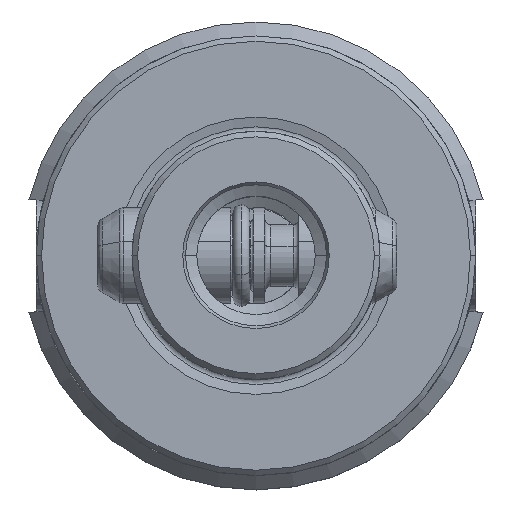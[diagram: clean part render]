
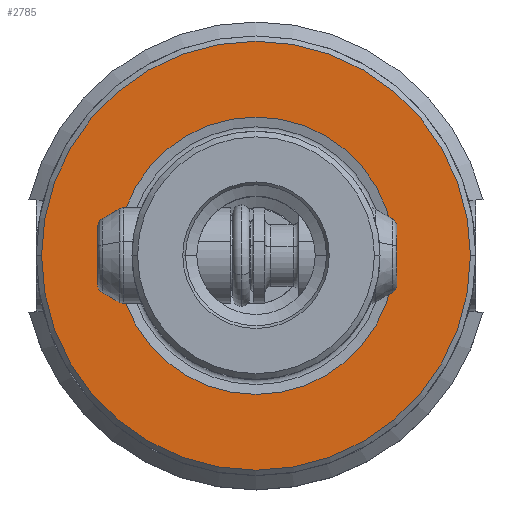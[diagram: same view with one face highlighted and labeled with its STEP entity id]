
A CAD part, top view. The second image highlights one B-rep face of the part: STEP entity #2785.
In plain terms, the highlighted planar face has unit normal (0, 0, 1).
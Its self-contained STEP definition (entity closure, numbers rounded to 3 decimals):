
#1171=EDGE_CURVE('NONE',#1327,#1977,#3213,.T.);
#1327=VERTEX_POINT('NONE',#3384);
#1425=EDGE_CURVE('NONE',#2765,#2767,#3491,.T.);
#1589=EDGE_CURVE('NONE',#1977,#1327,#3675,.T.);
#1879=EDGE_CURVE('NONE',#2767,#2765,#4002,.T.);
#1977=VERTEX_POINT('NONE',#4111);
#2765=VERTEX_POINT('NONE',#4990);
#2767=VERTEX_POINT('NONE',#4992);
#2785=ADVANCED_FACE('NONE',(#5012,#5013),#5014,.F.);
#3213=CIRCLE('',#5544,19.025);
#3384=CARTESIAN_POINT('',(19.025,0.,0.0));
#3491=CIRCLE('',#6096,12.299);
#3675=CIRCLE('',#6387,19.025);
#4002=CIRCLE('',#6936,12.299);
#4111=CARTESIAN_POINT('',(-19.025,0.0,0.0));
#4990=CARTESIAN_POINT('',(-12.299,0.,0.0));
#4992=CARTESIAN_POINT('',(12.299,0.0,0.0));
#5012=FACE_OUTER_BOUND('',#8656,.T.);
#5013=FACE_BOUND('',#8657,.T.);
#5014=PLANE('',#8658);
#5544=AXIS2_PLACEMENT_3D('',#9370,#9371,#9372);
#6096=AXIS2_PLACEMENT_3D('',#9715,#9716,#9717);
#6387=AXIS2_PLACEMENT_3D('',#9944,#9945,#9946);
#6936=AXIS2_PLACEMENT_3D('',#10315,#10316,#10317);
#8656=EDGE_LOOP('',(#11524,#11525));
#8657=EDGE_LOOP('',(#11526,#11527));
#8658=AXIS2_PLACEMENT_3D('',#11528,#11529,#11530);
#9370=CARTESIAN_POINT('',(0.0,0.0,0.0));
#9371=DIRECTION('',(0.0,0.0,-1.0));
#9372=DIRECTION('',(-1.0,0.0,0.0));
#9715=CARTESIAN_POINT('',(0.0,0.0,0.0));
#9716=DIRECTION('',(0.0,0.0,1.0));
#9717=DIRECTION('',(-1.0,0.0,0.0));
#9944=CARTESIAN_POINT('',(0.0,0.0,0.0));
#9945=DIRECTION('',(0.0,0.0,-1.0));
#9946=DIRECTION('',(-1.0,0.0,0.0));
#10315=CARTESIAN_POINT('',(0.0,0.0,0.0));
#10316=DIRECTION('',(0.0,0.0,1.0));
#10317=DIRECTION('',(-1.0,0.0,0.0));
#11524=ORIENTED_EDGE('',*,*,#1589,.F.);
#11525=ORIENTED_EDGE('',*,*,#1171,.F.);
#11526=ORIENTED_EDGE('',*,*,#1879,.F.);
#11527=ORIENTED_EDGE('',*,*,#1425,.F.);
#11528=CARTESIAN_POINT('',(0.0,19.5,0.0));
#11529=DIRECTION('',(0.0,0.0,-1.0));
#11530=DIRECTION('',(0.0,1.0,0.0));
